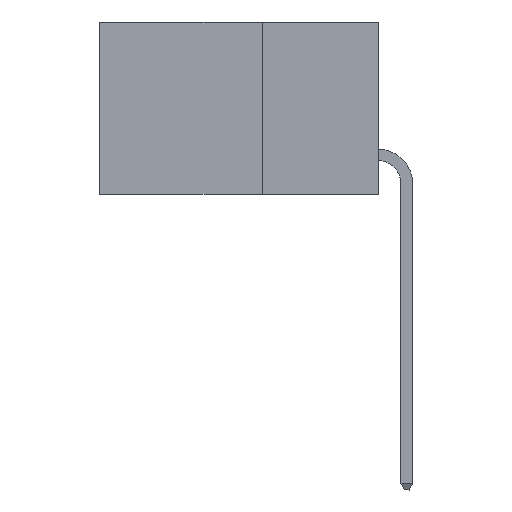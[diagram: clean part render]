
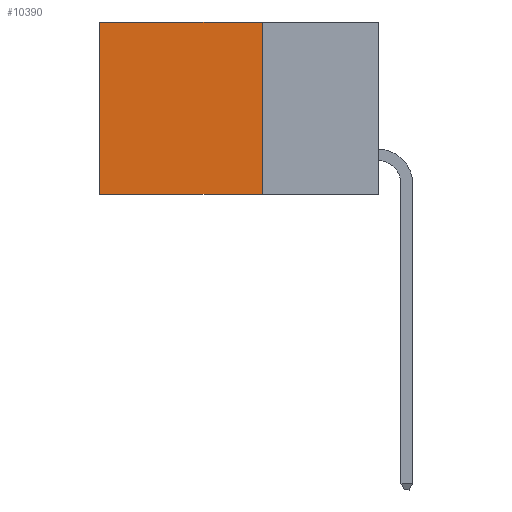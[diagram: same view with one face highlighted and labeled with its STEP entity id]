
A CAD part, left-side view. The second image highlights one B-rep face of the part: STEP entity #10390.
In plain terms, the highlighted planar face has unit normal (-1, 0, 0).
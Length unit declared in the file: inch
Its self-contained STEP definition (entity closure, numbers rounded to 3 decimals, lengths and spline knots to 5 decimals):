
#37 = DIRECTION ( 'NONE',  ( 0., 0., -1. ) ) ;
#201 = CARTESIAN_POINT ( 'NONE',  ( 0.2615, 0.25, -0.37 ) ) ;
#648 = CARTESIAN_POINT ( 'NONE',  ( 0.2615, 0.6, 0. ) ) ;
#838 = DIRECTION ( 'NONE',  ( 0., 0., -1. ) ) ;
#850 = EDGE_CURVE ( 'NONE', #8869, #7700, #5565, .T. ) ;
#903 = CARTESIAN_POINT ( 'NONE',  ( 0.2615, 0.6, -0.37 ) ) ;
#1656 = VECTOR ( 'NONE', #838, 39.37008 ) ;
#2730 = ORIENTED_EDGE ( 'NONE', *, *, #4572, .F. ) ;
#2809 = DIRECTION ( 'NONE',  ( 0., 0., -1. ) ) ;
#3305 = ORIENTED_EDGE ( 'NONE', *, *, #7341, .T. ) ;
#3710 = CARTESIAN_POINT ( 'NONE',  ( 0.2615, 0.25, -0.37 ) ) ;
#3912 = LINE ( 'NONE', #8346, #10289 ) ;
#4417 = CARTESIAN_POINT ( 'NONE',  ( 0.2615, 0.6, -0.37 ) ) ;
#4572 = EDGE_CURVE ( 'NONE', #7700, #7791, #3912, .T. ) ;
#4747 = CARTESIAN_POINT ( 'NONE',  ( 0.2615, 0.25, -0.37 ) ) ;
#4891 = DIRECTION ( 'NONE',  ( 0., 1., 0. ) ) ;
#4991 = CARTESIAN_POINT ( 'NONE',  ( 0.2615, 0.25, 0. ) ) ;
#5143 = DIRECTION ( 'NONE',  ( 0., 1., 0. ) ) ;
#5565 = LINE ( 'NONE', #4747, #7988 ) ;
#5917 = LINE ( 'NONE', #9607, #8004 ) ;
#6928 = AXIS2_PLACEMENT_3D ( 'NONE', #201, #7262, #37 ) ;
#7262 = DIRECTION ( 'NONE',  ( 1., 0., 0. ) ) ;
#7341 = EDGE_CURVE ( 'NONE', #8869, #11139, #5917, .T. ) ;
#7700 = VERTEX_POINT ( 'NONE', #3710 ) ;
#7791 = VERTEX_POINT ( 'NONE', #903 ) ;
#7867 = EDGE_CURVE ( 'NONE', #11139, #7791, #8083, .T. ) ;
#7988 = VECTOR ( 'NONE', #2809, 39.37008 ) ;
#8004 = VECTOR ( 'NONE', #5143, 39.37008 ) ;
#8083 = LINE ( 'NONE', #4417, #1656 ) ;
#8198 = FACE_OUTER_BOUND ( 'NONE', #11436, .T. ) ;
#8346 = CARTESIAN_POINT ( 'NONE',  ( 0.2615, 0.25, -0.37 ) ) ;
#8869 = VERTEX_POINT ( 'NONE', #4991 ) ;
#9039 = PLANE ( 'NONE',  #6928 ) ;
#9607 = CARTESIAN_POINT ( 'NONE',  ( 0.2615, 0.25, 0. ) ) ;
#10289 = VECTOR ( 'NONE', #4891, 39.37008 ) ;
#10390 = ADVANCED_FACE ( 'NONE', ( #8198 ), #9039, .F. ) ;
#10414 = ORIENTED_EDGE ( 'NONE', *, *, #850, .F. ) ;
#10529 = ORIENTED_EDGE ( 'NONE', *, *, #7867, .T. ) ;
#11139 = VERTEX_POINT ( 'NONE', #648 ) ;
#11436 = EDGE_LOOP ( 'NONE', ( #10529, #2730, #10414, #3305 ) ) ;
